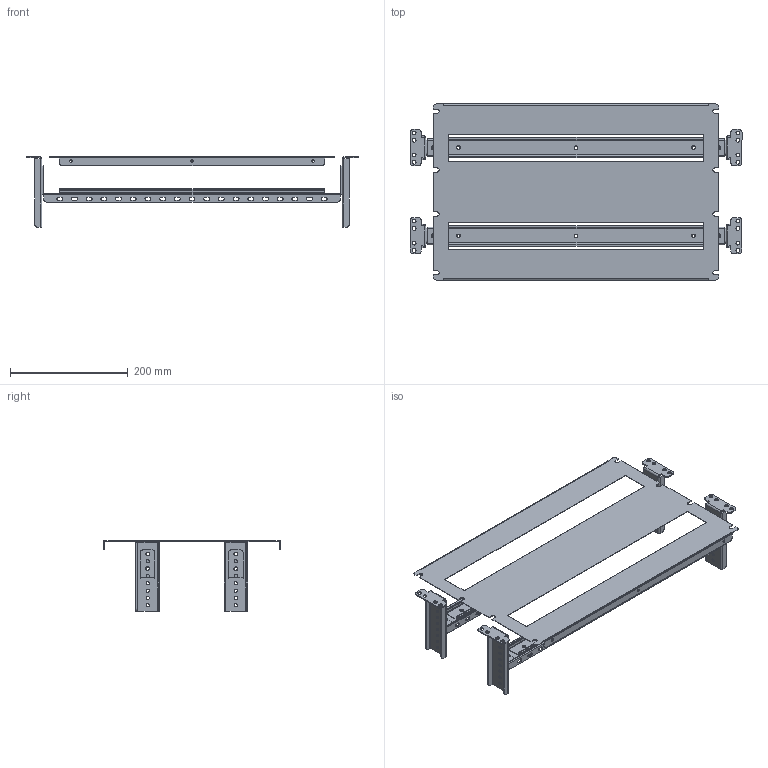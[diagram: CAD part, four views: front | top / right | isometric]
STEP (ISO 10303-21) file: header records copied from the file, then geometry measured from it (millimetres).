
FILE_DESCRIPTION (( 'STEP AP214' ), '1' );
FILE_NAME ('YKM40D-FO-MCV-030-060 FORMAT Êîìïëåêò óñòàíîâêè ìîäóëüíîãî àâòîìàòè÷åñêîãî âûêëþ÷àòåëÿ (âíóòðåííÿÿ äâåðü) 300õ600ìì IEK.STEP', '2022-05-30T09:11:18', ( '' ), ( '' ), 'SwSTEP 2.0', 'SolidWorks 2017', '' );
FILE_SCHEMA (( 'AUTOMOTIVE_DESIGN' ));
Length unit declared in the file: millimetre
Products named in the file (1): YKM40D-FO-MCV-030-060 FORMAT Êîìïëåêò óñòàíîâêè ìîäóëüíîãî àâòîìàòè÷åñêîãî âûêëþ÷àòåëÿ (âíóòðåííÿÿ äâåðü) 300õ600ìì IEK
Bounding box: 565 x 299.6 x 120 mm (x, y, z)
Volume: 274768.2 mm3; surface area: 516715.4 mm2
Topology: 13 solids, 13 shells, 906 faces, 2436 edges, 1556 vertices
Faces by surface type: plane 458, cylinder 448
Entity records: 39116 total; most frequent: DIRECTION 5150, CARTESIAN_POINT 4899, ORIENTED_EDGE 4872, EDGE_CURVE 2436, AXIS2_PLACEMENT_3D 1807, VERTEX_POINT 1556, VECTOR 1536, LINE 1536
